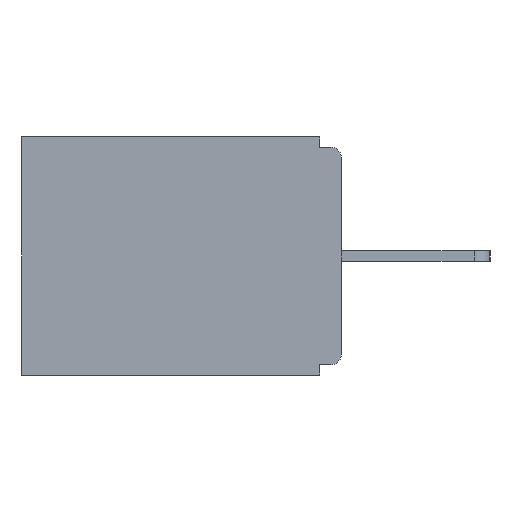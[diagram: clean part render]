
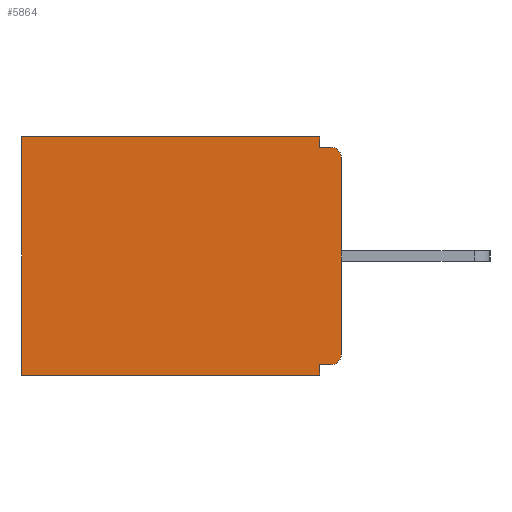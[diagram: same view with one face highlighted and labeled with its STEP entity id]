
A CAD part, left-side view. The second image highlights one B-rep face of the part: STEP entity #5864.
In plain terms, the highlighted planar face has unit normal (-1, 0, 0).
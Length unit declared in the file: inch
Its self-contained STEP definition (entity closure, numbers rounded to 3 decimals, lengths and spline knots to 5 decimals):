
#230 = VERTEX_POINT ( 'NONE', #8698 ) ;
#298 = EDGE_CURVE ( 'NONE', #3535, #14587, #13909, .T. ) ;
#721 = CARTESIAN_POINT ( 'NONE',  ( 0.298, 0., 0. ) ) ;
#1024 = LINE ( 'NONE', #14502, #9707 ) ;
#1650 = EDGE_LOOP ( 'NONE', ( #19573, #16263, #9084, #7574, #6965, #9774, #16884, #16323, #7189, #6268 ) ) ;
#1653 = DIRECTION ( 'NONE',  ( 0., 1., 0. ) ) ;
#1961 = CARTESIAN_POINT ( 'NONE',  ( 0.298, 0.46, -0.343 ) ) ;
#2089 = CARTESIAN_POINT ( 'NONE',  ( 0.298, 0., -0.313 ) ) ;
#2148 = DIRECTION ( 'NONE',  ( 0., 0., -1. ) ) ;
#2494 = DIRECTION ( 'NONE',  ( 0., 0., -1. ) ) ;
#2587 = EDGE_CURVE ( 'NONE', #19498, #14587, #8327, .T. ) ;
#2818 = VERTEX_POINT ( 'NONE', #10692 ) ;
#3033 = LINE ( 'NONE', #16512, #11977 ) ;
#3516 = EDGE_CURVE ( 'NONE', #230, #15126, #1024, .T. ) ;
#3535 = VERTEX_POINT ( 'NONE', #8718 ) ;
#3892 = DIRECTION ( 'NONE',  ( 0., 0., -1. ) ) ;
#4051 = CARTESIAN_POINT ( 'NONE',  ( 0.298, 0., -0.03 ) ) ;
#4352 = AXIS2_PLACEMENT_3D ( 'NONE', #17100, #6485, #14231 ) ;
#5157 = VERTEX_POINT ( 'NONE', #5456 ) ;
#5456 = CARTESIAN_POINT ( 'NONE',  ( 0.298, 0.015, -0.015 ) ) ;
#5552 = VECTOR ( 'NONE', #11646, 39.37008 ) ;
#5607 = CARTESIAN_POINT ( 'NONE',  ( 0.298, 0.031, -0.343 ) ) ;
#5864 = ADVANCED_FACE ( 'NONE', ( #13930 ), #13830, .F. ) ;
#5999 = DIRECTION ( 'NONE',  ( 0., 1., 0. ) ) ;
#6268 = ORIENTED_EDGE ( 'NONE', *, *, #2587, .F. ) ;
#6365 = VERTEX_POINT ( 'NONE', #17553 ) ;
#6485 = DIRECTION ( 'NONE',  ( 1., 0., 0. ) ) ;
#6965 = ORIENTED_EDGE ( 'NONE', *, *, #18513, .T. ) ;
#7053 = VECTOR ( 'NONE', #5999, 39.37008 ) ;
#7189 = ORIENTED_EDGE ( 'NONE', *, *, #298, .T. ) ;
#7232 = CARTESIAN_POINT ( 'NONE',  ( 0.298, 0.015, -0.313 ) ) ;
#7413 = DIRECTION ( 'NONE',  ( 0., -1., 0. ) ) ;
#7477 = CARTESIAN_POINT ( 'NONE',  ( 0.298, 0., -0.343 ) ) ;
#7574 = ORIENTED_EDGE ( 'NONE', *, *, #10335, .T. ) ;
#7815 = EDGE_CURVE ( 'NONE', #15126, #13724, #12125, .T. ) ;
#8116 = AXIS2_PLACEMENT_3D ( 'NONE', #17282, #13199, #14793 ) ;
#8327 = LINE ( 'NONE', #721, #9349 ) ;
#8483 = CARTESIAN_POINT ( 'NONE',  ( 0.298, 0., -0.328 ) ) ;
#8608 = CARTESIAN_POINT ( 'NONE',  ( 0.298, 0.46, 0. ) ) ;
#8698 = CARTESIAN_POINT ( 'NONE',  ( 0.298, 0.031, -0.328 ) ) ;
#8718 = CARTESIAN_POINT ( 'NONE',  ( 0.298, 0.015, -0.328 ) ) ;
#9083 = LINE ( 'NONE', #13264, #13555 ) ;
#9084 = ORIENTED_EDGE ( 'NONE', *, *, #19410, .F. ) ;
#9349 = VECTOR ( 'NONE', #11208, 39.37008 ) ;
#9707 = VECTOR ( 'NONE', #3892, 39.37008 ) ;
#9774 = ORIENTED_EDGE ( 'NONE', *, *, #7815, .F. ) ;
#9852 = CARTESIAN_POINT ( 'NONE',  ( 0.298, 0.031, -0.343 ) ) ;
#9990 = DIRECTION ( 'NONE',  ( -1., 0., 0. ) ) ;
#10286 = VECTOR ( 'NONE', #2148, 39.37008 ) ;
#10335 = EDGE_CURVE ( 'NONE', #6365, #16287, #3033, .T. ) ;
#10692 = CARTESIAN_POINT ( 'NONE',  ( 0.298, 0.031, -0.015 ) ) ;
#11208 = DIRECTION ( 'NONE',  ( 0., 0., -1. ) ) ;
#11238 = CARTESIAN_POINT ( 'NONE',  ( 0.298, 0.46, 0. ) ) ;
#11372 = DIRECTION ( 'NONE',  ( 0., 1., 0. ) ) ;
#11646 = DIRECTION ( 'NONE',  ( 0., 0., -1. ) ) ;
#11655 = LINE ( 'NONE', #8483, #16327 ) ;
#11790 = EDGE_CURVE ( 'NONE', #2818, #5157, #9083, .T. ) ;
#11977 = VECTOR ( 'NONE', #1653, 39.37008 ) ;
#12015 = AXIS2_PLACEMENT_3D ( 'NONE', #7232, #9990, #2494 ) ;
#12125 = LINE ( 'NONE', #7477, #7053 ) ;
#13199 = DIRECTION ( 'NONE',  ( -1., 0., 0. ) ) ;
#13264 = CARTESIAN_POINT ( 'NONE',  ( 0.298, 0., -0.015 ) ) ;
#13555 = VECTOR ( 'NONE', #7413, 39.37008 ) ;
#13724 = VERTEX_POINT ( 'NONE', #1961 ) ;
#13830 = PLANE ( 'NONE',  #4352 ) ;
#13909 = CIRCLE ( 'NONE', #12015, 0.015 ) ;
#13930 = FACE_OUTER_BOUND ( 'NONE', #1650, .T. ) ;
#14231 = DIRECTION ( 'NONE',  ( 0., 0., -1. ) ) ;
#14502 = CARTESIAN_POINT ( 'NONE',  ( 0.298, 0.031, -0.343 ) ) ;
#14587 = VERTEX_POINT ( 'NONE', #2089 ) ;
#14793 = DIRECTION ( 'NONE',  ( 0., 0., -1. ) ) ;
#15079 = CIRCLE ( 'NONE', #8116, 0.015 ) ;
#15126 = VERTEX_POINT ( 'NONE', #9852 ) ;
#15788 = EDGE_CURVE ( 'NONE', #19498, #5157, #15079, .T. ) ;
#16263 = ORIENTED_EDGE ( 'NONE', *, *, #11790, .F. ) ;
#16287 = VERTEX_POINT ( 'NONE', #8608 ) ;
#16323 = ORIENTED_EDGE ( 'NONE', *, *, #18234, .F. ) ;
#16327 = VECTOR ( 'NONE', #11372, 39.37008 ) ;
#16512 = CARTESIAN_POINT ( 'NONE',  ( 0.298, 0., 0. ) ) ;
#16884 = ORIENTED_EDGE ( 'NONE', *, *, #3516, .F. ) ;
#16898 = LINE ( 'NONE', #11238, #10286 ) ;
#17100 = CARTESIAN_POINT ( 'NONE',  ( 0.298, 0., 0. ) ) ;
#17282 = CARTESIAN_POINT ( 'NONE',  ( 0.298, 0.015, -0.03 ) ) ;
#17553 = CARTESIAN_POINT ( 'NONE',  ( 0.298, 0.031, 0. ) ) ;
#18234 = EDGE_CURVE ( 'NONE', #3535, #230, #11655, .T. ) ;
#18513 = EDGE_CURVE ( 'NONE', #16287, #13724, #16898, .T. ) ;
#19177 = LINE ( 'NONE', #5607, #5552 ) ;
#19410 = EDGE_CURVE ( 'NONE', #6365, #2818, #19177, .T. ) ;
#19498 = VERTEX_POINT ( 'NONE', #4051 ) ;
#19573 = ORIENTED_EDGE ( 'NONE', *, *, #15788, .T. ) ;
